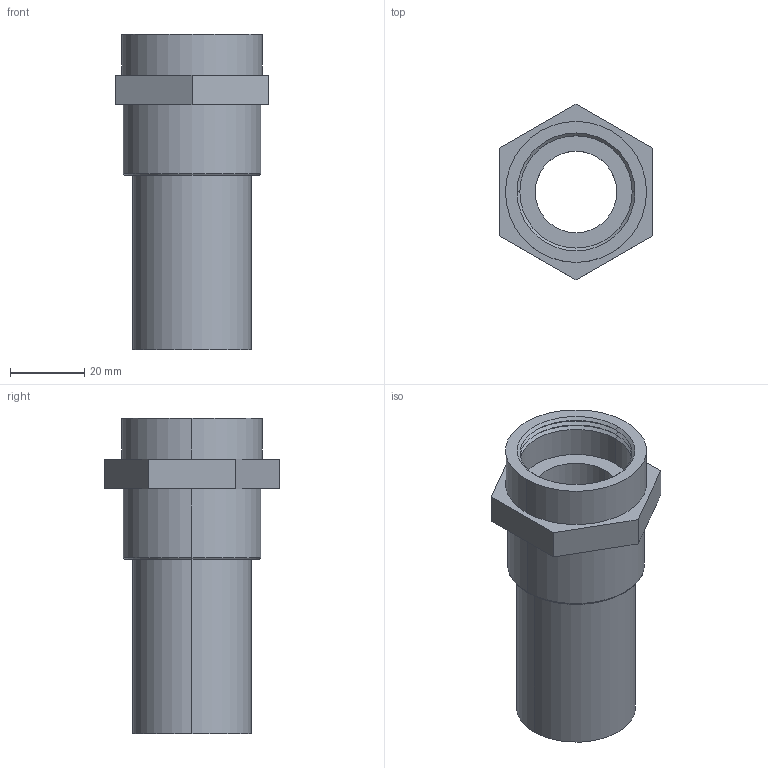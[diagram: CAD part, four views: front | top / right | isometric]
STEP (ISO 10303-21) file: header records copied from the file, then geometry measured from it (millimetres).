
FILE_DESCRIPTION (( 'STEP AP203' ), '1' );
FILE_NAME ('Transition Adaptor Pe-Brass Female_001 117 6206 0032.step', '2019-12-26T09:36:07', ( '' ), ( '' ), 'SwSTEP 2.0', 'SolidWorks 2019', '' );
FILE_SCHEMA (( 'CONFIG_CONTROL_DESIGN' ));
Length unit declared in the file: millimetre
Products named in the file (1): Transition Adaptor Pe-Brass Female_001 117 6206 0032
Bounding box: 41 x 47.34 x 85 mm (x, y, z)
Volume: 40464.2 mm3; surface area: 18124.6 mm2
Topology: 1 solids, 1 shells, 38 faces, 80 edges, 48 vertices
Faces by surface type: cylinder 12, cone 12, plane 12, torus 2
Entity records: 1095 total; most frequent: DIRECTION 196, CARTESIAN_POINT 167, ORIENTED_EDGE 160, EDGE_CURVE 80, AXIS2_PLACEMENT_3D 77, VERTEX_POINT 48, EDGE_LOOP 44, VECTOR 42
